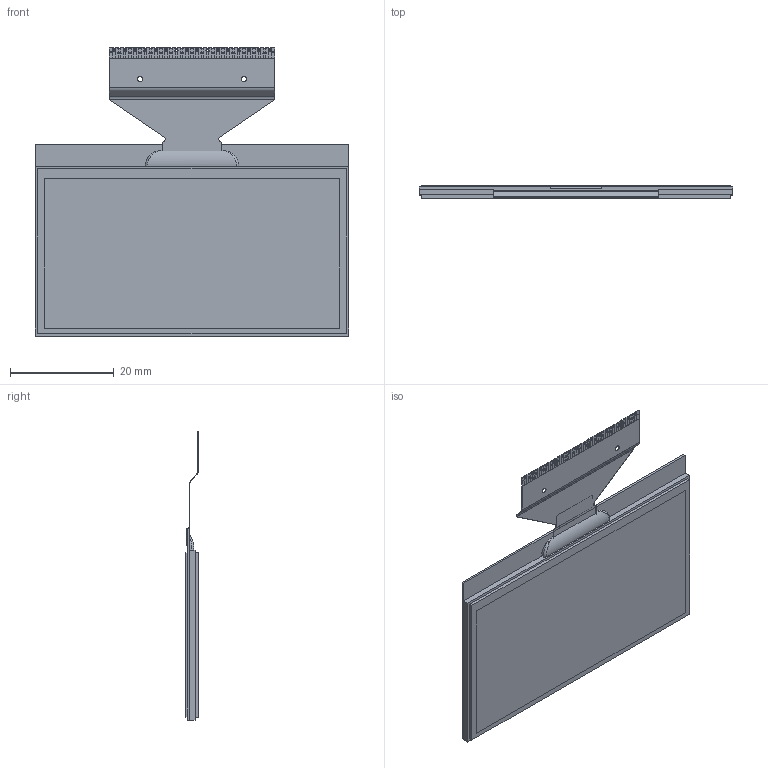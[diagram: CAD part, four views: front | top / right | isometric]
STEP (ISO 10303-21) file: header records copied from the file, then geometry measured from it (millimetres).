
FILE_DESCRIPTION (( 'STEP AP214' ), '1' );
FILE_NAME ('OLED-128O064H-GPP3N00000.STEP', '2023-04-28T06:44:22', ( '' ), ( '' ), 'SwSTEP 2.0', 'SolidWorks 2021', '' );
FILE_SCHEMA (( 'AUTOMOTIVE_DESIGN' ));
Length unit declared in the file: millimetre
Products named in the file (2): OLED-128O064H-GPP3N00000; OLED-128O064H-GPP3N00000_OLED-128O064H-GPP3N00000
Assembly tree (1 placements, depth 2):
  OLED-128O064H-GPP3N00000
    OLED-128O064H-GPP3N00000_OLED-128O064H-GPP3N00000
Bounding box: 60.5 x 2.4 x 55.6 mm (x, y, z)
Volume: 4887.1 mm3; surface area: 18214.1 mm2
Topology: 76 solids, 76 shells, 1208 faces, 3161 edges, 2104 vertices
Faces by surface type: plane 647, cylinder 557, bspline 4
Entity records: 38414 total; most frequent: DIRECTION 6683, CARTESIAN_POINT 6629, ORIENTED_EDGE 6318, EDGE_CURVE 3159, AXIS2_PLACEMENT_3D 2324, VERTEX_POINT 2104, VECTOR 2035, LINE 2035
